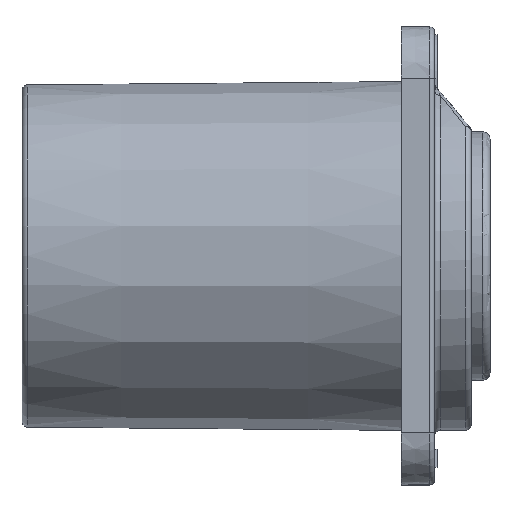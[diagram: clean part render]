
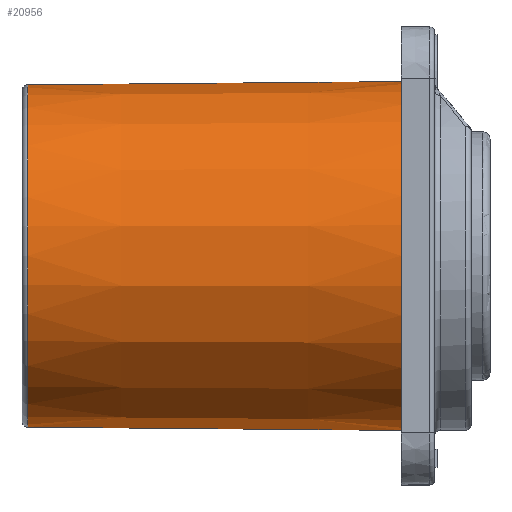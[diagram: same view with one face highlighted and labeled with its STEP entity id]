
A CAD part, top view. The second image highlights one B-rep face of the part: STEP entity #20956.
In plain terms, the highlighted conical face has half-angle 0.5 degrees and reference radius 11.69 mm.
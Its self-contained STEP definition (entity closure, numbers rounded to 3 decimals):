
#6736=CARTESIAN_POINT('',(-25.253,0.,0.));
#6737=DIRECTION('',(-1.,0.,0.));
#6738=DIRECTION('',(0.,-1.,0.));
#6739=AXIS2_PLACEMENT_3D('',#6736,#6737,#6738);
#6741=CARTESIAN_POINT('',(0.,0.,0.));
#6742=DIRECTION('',(1.,0.,0.));
#6743=DIRECTION('',(0.,1.,0.));
#6744=AXIS2_PLACEMENT_3D('',#6741,#6742,#6743);
#9699=DIRECTION('',(-1.,0.009,0.));
#9700=VECTOR('',#9699,25.254);
#9701=CARTESIAN_POINT('',(0.,-11.8,0.));
#9702=LINE('',#9701,#9700);
#9708=DIRECTION('',(-1.,-0.009,0.));
#9709=VECTOR('',#9708,25.254);
#9710=CARTESIAN_POINT('',(0.,11.8,0.));
#9711=LINE('',#9710,#9709);
#11821=CARTESIAN_POINT('',(0.,11.8,0.));
#11822=CARTESIAN_POINT('',(0.,-11.8,0.));
#11823=VERTEX_POINT('',#11821);
#11824=VERTEX_POINT('',#11822);
#11955=CARTESIAN_POINT('',(-25.253,11.58,0.));
#11956=CARTESIAN_POINT('',(-25.253,-11.58,0.));
#11957=VERTEX_POINT('',#11955);
#11958=VERTEX_POINT('',#11956);
#20942=CARTESIAN_POINT('',(-12.627,0.,0.));
#20943=DIRECTION('',(1.,0.,0.));
#20944=DIRECTION('',(0.,-1.,0.));
#20945=AXIS2_PLACEMENT_3D('',#20942,#20943,#20944);
#20946=CONICAL_SURFACE('',#20945,11.69,0.5);
#20948=ORIENTED_EDGE('',*,*,#20947,.T.);
#20950=ORIENTED_EDGE('',*,*,#20949,.F.);
#20951=ORIENTED_EDGE('',*,*,#20466,.T.);
#20953=ORIENTED_EDGE('',*,*,#20952,.T.);
#20954=EDGE_LOOP('',(#20948,#20950,#20951,#20953));
#20955=FACE_OUTER_BOUND('',#20954,.F.);
#20956=ADVANCED_FACE('',(#20955),#20946,.T.);
#6740=CIRCLE('',#6739,11.58);
#6745=CIRCLE('',#6744,11.8);
#20466=EDGE_CURVE('',#11823,#11824,#6745,.T.);
#20947=EDGE_CURVE('',#11958,#11957,#6740,.T.);
#20949=EDGE_CURVE('',#11823,#11957,#9711,.T.);
#20952=EDGE_CURVE('',#11824,#11958,#9702,.T.);
